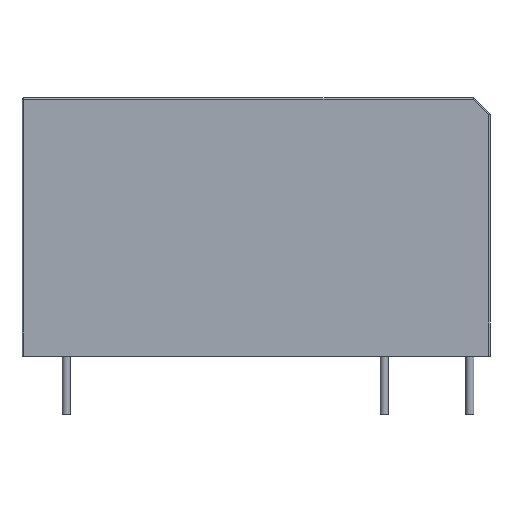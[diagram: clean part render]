
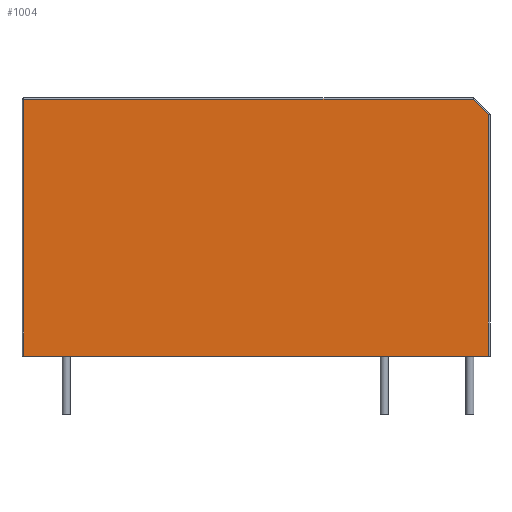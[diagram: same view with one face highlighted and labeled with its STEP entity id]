
A CAD part, left-side view. The second image highlights one B-rep face of the part: STEP entity #1004.
In plain terms, the highlighted planar face has unit normal (-1, 0, 0).
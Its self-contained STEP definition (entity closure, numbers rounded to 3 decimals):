
#332=DIRECTION('',(0.,-1.,0.));
#333=VECTOR('',#332,28.8);
#334=CARTESIAN_POINT('',(-6.25,14.4,0.));
#335=LINE('',#334,#333);
#434=DIRECTION('',(0.,0.,1.));
#435=VECTOR('',#434,14.959);
#436=CARTESIAN_POINT('',(-6.25,-14.4,0.));
#437=LINE('',#436,#435);
#442=DIRECTION('',(0.,-0.707,-0.707));
#443=VECTOR('',#442,1.331);
#444=CARTESIAN_POINT('',(-6.25,-13.459,15.9));
#445=LINE('',#444,#443);
#450=DIRECTION('',(0.,0.,-1.));
#451=VECTOR('',#450,15.9);
#452=CARTESIAN_POINT('',(-6.25,14.4,15.9));
#453=LINE('',#452,#451);
#477=DIRECTION('',(0.,1.,0.));
#478=VECTOR('',#477,27.859);
#479=CARTESIAN_POINT('',(-6.25,-13.459,15.9));
#480=LINE('',#479,#478);
#716=CARTESIAN_POINT('',(-6.25,14.4,0.));
#717=VERTEX_POINT('',#716);
#718=CARTESIAN_POINT('',(-6.25,-14.4,0.));
#719=VERTEX_POINT('',#718);
#762=CARTESIAN_POINT('',(-6.25,-14.4,14.959));
#763=VERTEX_POINT('',#762);
#764=CARTESIAN_POINT('',(-6.25,14.4,15.9));
#765=VERTEX_POINT('',#764);
#766=CARTESIAN_POINT('',(-6.25,-13.459,15.9));
#767=VERTEX_POINT('',#766);
#989=CARTESIAN_POINT('',(-6.25,14.5,0.));
#990=DIRECTION('',(-1.,0.,0.));
#991=DIRECTION('',(0.,-1.,0.));
#992=AXIS2_PLACEMENT_3D('',#989,#990,#991);
#993=PLANE('',#992);
#995=ORIENTED_EDGE('',*,*,#994,.F.);
#997=ORIENTED_EDGE('',*,*,#996,.F.);
#999=ORIENTED_EDGE('',*,*,#998,.T.);
#1000=ORIENTED_EDGE('',*,*,#974,.F.);
#1001=ORIENTED_EDGE('',*,*,#825,.F.);
#1002=EDGE_LOOP('',(#995,#997,#999,#1000,#1001));
#1003=FACE_OUTER_BOUND('',#1002,.F.);
#1004=ADVANCED_FACE('',(#1003),#993,.T.);
#825=EDGE_CURVE('',#717,#719,#335,.T.);
#974=EDGE_CURVE('',#719,#763,#437,.T.);
#994=EDGE_CURVE('',#765,#717,#453,.T.);
#996=EDGE_CURVE('',#767,#765,#480,.T.);
#998=EDGE_CURVE('',#767,#763,#445,.T.);
